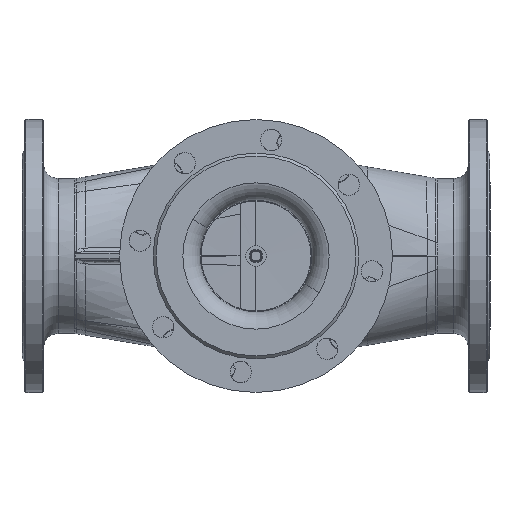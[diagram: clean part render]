
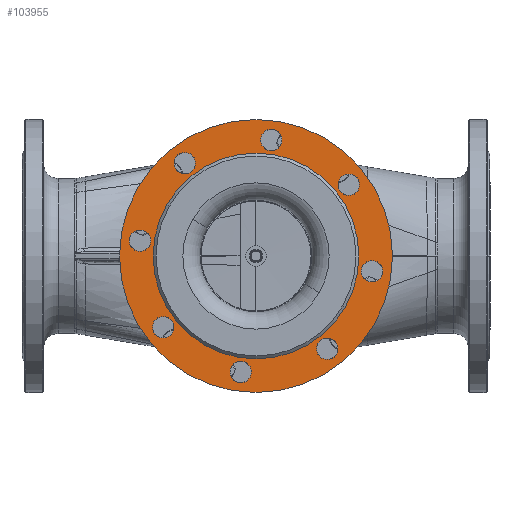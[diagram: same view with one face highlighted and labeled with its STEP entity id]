
A CAD part, front view. The second image highlights one B-rep face of the part: STEP entity #103955.
In plain terms, the highlighted planar face has unit normal (0, 1, 0).
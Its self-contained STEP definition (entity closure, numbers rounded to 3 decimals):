
#102269=CARTESIAN_POINT('',(3.977,-264.429,480.));
#102270=DIRECTION('',(0.,1.,0.));
#102271=DIRECTION('',(0.866,0.,-0.5));
#102272=AXIS2_PLACEMENT_3D('',#102269,#102270,#102271);
#102274=CARTESIAN_POINT('',(3.977,-264.429,480.));
#102275=DIRECTION('',(0.,1.,0.));
#102276=DIRECTION('',(-0.866,0.,0.5));
#102277=AXIS2_PLACEMENT_3D('',#102274,#102275,#102276);
#102279=CARTESIAN_POINT('',(3.977,-264.429,480.));
#102280=DIRECTION('',(0.,-1.,0.));
#102281=DIRECTION('',(-0.866,0.,0.5));
#102282=AXIS2_PLACEMENT_3D('',#102279,#102280,#102281);
#102284=CARTESIAN_POINT('',(3.977,-264.429,480.));
#102285=DIRECTION('',(0.,-1.,0.));
#102286=DIRECTION('',(0.866,0.,-0.5));
#102287=AXIS2_PLACEMENT_3D('',#102284,#102285,#102286);
#102289=CARTESIAN_POINT('',(-114.997,-264.429,
495.663));
#102290=DIRECTION('',(0.,-1.,0.));
#102291=DIRECTION('',(0.866,0.,-0.5));
#102292=AXIS2_PLACEMENT_3D('',#102289,#102290,#102291);
#102294=CARTESIAN_POINT('',(-114.997,-264.429,
495.663));
#102295=DIRECTION('',(0.,-1.,0.));
#102296=DIRECTION('',(-0.866,0.,0.5));
#102297=AXIS2_PLACEMENT_3D('',#102294,#102295,#102296);
#102299=CARTESIAN_POINT('',(-69.075,-264.429,
575.202));
#102300=DIRECTION('',(0.,-1.,0.));
#102301=DIRECTION('',(0.866,0.,-0.5));
#102302=AXIS2_PLACEMENT_3D('',#102299,#102300,#102301);
#102304=CARTESIAN_POINT('',(-69.075,-264.429,
575.202));
#102305=DIRECTION('',(0.,-1.,0.));
#102306=DIRECTION('',(-0.866,0.,0.5));
#102307=AXIS2_PLACEMENT_3D('',#102304,#102305,#102306);
#102309=CARTESIAN_POINT('',(19.64,-264.429,
598.973));
#102310=DIRECTION('',(0.,-1.,0.));
#102311=DIRECTION('',(0.866,0.,-0.5));
#102312=AXIS2_PLACEMENT_3D('',#102309,#102310,#102311);
#102314=CARTESIAN_POINT('',(19.64,-264.429,
598.973));
#102315=DIRECTION('',(0.,-1.,0.));
#102316=DIRECTION('',(-0.866,0.,0.5));
#102317=AXIS2_PLACEMENT_3D('',#102314,#102315,#102316);
#102319=CARTESIAN_POINT('',(99.179,-264.429,
553.051));
#102320=DIRECTION('',(0.,-1.,0.));
#102321=DIRECTION('',(0.866,0.,-0.5));
#102322=AXIS2_PLACEMENT_3D('',#102319,#102320,#102321);
#102324=CARTESIAN_POINT('',(99.179,-264.429,
553.051));
#102325=DIRECTION('',(0.,-1.,0.));
#102326=DIRECTION('',(-0.866,0.,0.5));
#102327=AXIS2_PLACEMENT_3D('',#102324,#102325,#102326);
#102329=CARTESIAN_POINT('',(122.95,-264.429,
464.337));
#102330=DIRECTION('',(0.,-1.,0.));
#102331=DIRECTION('',(0.866,0.,-0.5));
#102332=AXIS2_PLACEMENT_3D('',#102329,#102330,#102331);
#102334=CARTESIAN_POINT('',(122.95,-264.429,
464.337));
#102335=DIRECTION('',(0.,-1.,0.));
#102336=DIRECTION('',(-0.866,0.,0.5));
#102337=AXIS2_PLACEMENT_3D('',#102334,#102335,#102336);
#102339=CARTESIAN_POINT('',(77.028,-264.429,
384.798));
#102340=DIRECTION('',(0.,-1.,0.));
#102341=DIRECTION('',(0.866,0.,-0.5));
#102342=AXIS2_PLACEMENT_3D('',#102339,#102340,#102341);
#102344=CARTESIAN_POINT('',(77.028,-264.429,
384.798));
#102345=DIRECTION('',(0.,-1.,0.));
#102346=DIRECTION('',(-0.866,0.,0.5));
#102347=AXIS2_PLACEMENT_3D('',#102344,#102345,#102346);
#102349=CARTESIAN_POINT('',(-11.686,-264.429,
361.027));
#102350=DIRECTION('',(0.,-1.,0.));
#102351=DIRECTION('',(0.866,0.,-0.5));
#102352=AXIS2_PLACEMENT_3D('',#102349,#102350,#102351);
#102354=CARTESIAN_POINT('',(-11.686,-264.429,
361.027));
#102355=DIRECTION('',(0.,-1.,0.));
#102356=DIRECTION('',(-0.866,0.,0.5));
#102357=AXIS2_PLACEMENT_3D('',#102354,#102355,#102356);
#102359=CARTESIAN_POINT('',(-91.226,-264.429,
406.949));
#102360=DIRECTION('',(0.,-1.,0.));
#102361=DIRECTION('',(0.866,0.,-0.5));
#102362=AXIS2_PLACEMENT_3D('',#102359,#102360,#102361);
#102364=CARTESIAN_POINT('',(-91.226,-264.429,
406.949));
#102365=DIRECTION('',(0.,-1.,0.));
#102366=DIRECTION('',(-0.866,0.,0.5));
#102367=AXIS2_PLACEMENT_3D('',#102364,#102365,#102366);
#103070=CARTESIAN_POINT('',(-81.699,-264.429,
401.449));
#103072=VERTEX_POINT('',#103070);
#103078=CARTESIAN_POINT('',(125.22,-264.429,410.));
#103079=CARTESIAN_POINT('',(-117.267,-264.429,550.));
#103080=VERTEX_POINT('',#103078);
#103081=VERTEX_POINT('',#103079);
#103116=CARTESIAN_POINT('',(-100.752,-264.429,
412.449));
#103118=VERTEX_POINT('',#103116);
#103136=CARTESIAN_POINT('',(-59.548,-264.429,
569.702));
#103138=VERTEX_POINT('',#103136);
#103140=CARTESIAN_POINT('',(108.705,-264.429,
547.551));
#103141=VERTEX_POINT('',#103140);
#103148=CARTESIAN_POINT('',(86.554,-264.429,
379.298));
#103149=VERTEX_POINT('',#103148);
#103150=CARTESIAN_POINT('',(10.114,-264.429,
604.473));
#103151=VERTEX_POINT('',#103150);
#103152=CARTESIAN_POINT('',(-21.213,-264.429,
366.527));
#103153=CARTESIAN_POINT('',(-2.16,-264.429,
355.527));
#103154=VERTEX_POINT('',#103152);
#103155=VERTEX_POINT('',#103153);
#103164=CARTESIAN_POINT('',(-105.47,-264.429,
490.163));
#103165=CARTESIAN_POINT('',(-124.523,-264.429,
501.163));
#103166=VERTEX_POINT('',#103164);
#103167=VERTEX_POINT('',#103165);
#103192=CARTESIAN_POINT('',(-78.601,-264.429,
580.702));
#103194=VERTEX_POINT('',#103192);
#103196=CARTESIAN_POINT('',(95.342,-264.429,427.25));
#103197=CARTESIAN_POINT('',(-87.389,-264.429,532.75));
#103198=VERTEX_POINT('',#103196);
#103199=VERTEX_POINT('',#103197);
#103202=CARTESIAN_POINT('',(67.502,-264.429,
390.298));
#103203=VERTEX_POINT('',#103202);
#103208=CARTESIAN_POINT('',(113.424,-264.429,
469.837));
#103210=VERTEX_POINT('',#103208);
#103216=CARTESIAN_POINT('',(29.166,-264.429,
593.473));
#103217=VERTEX_POINT('',#103216);
#103226=CARTESIAN_POINT('',(132.476,-264.429,
458.837));
#103228=VERTEX_POINT('',#103226);
#103234=CARTESIAN_POINT('',(89.653,-264.429,
558.551));
#103235=VERTEX_POINT('',#103234);
#103900=CARTESIAN_POINT('',(3.977,-264.429,480.));
#103901=DIRECTION('',(0.,1.,0.));
#103902=DIRECTION('',(-0.866,0.,0.5));
#103903=AXIS2_PLACEMENT_3D('',#103900,#103901,#103902);
#103904=PLANE('',#103903);
#103906=ORIENTED_EDGE('',*,*,#103905,.F.);
#103907=ORIENTED_EDGE('',*,*,#103555,.F.);
#103908=EDGE_LOOP('',(#103906,#103907));
#103909=FACE_OUTER_BOUND('',#103908,.F.);
#103910=ORIENTED_EDGE('',*,*,#103447,.F.);
#103912=ORIENTED_EDGE('',*,*,#103911,.F.);
#103913=EDGE_LOOP('',(#103910,#103912));
#103914=FACE_BOUND('',#103913,.F.);
#103915=ORIENTED_EDGE('',*,*,#103600,.F.);
#103916=ORIENTED_EDGE('',*,*,#103850,.F.);
#103917=EDGE_LOOP('',(#103915,#103916));
#103918=FACE_BOUND('',#103917,.F.);
#103919=ORIENTED_EDGE('',*,*,#103616,.F.);
#103921=ORIENTED_EDGE('',*,*,#103920,.F.);
#103922=EDGE_LOOP('',(#103919,#103921));
#103923=FACE_BOUND('',#103922,.F.);
#103925=ORIENTED_EDGE('',*,*,#103924,.F.);
#103927=ORIENTED_EDGE('',*,*,#103926,.F.);
#103928=EDGE_LOOP('',(#103925,#103927));
#103929=FACE_BOUND('',#103928,.F.);
#103931=ORIENTED_EDGE('',*,*,#103930,.F.);
#103933=ORIENTED_EDGE('',*,*,#103932,.F.);
#103934=EDGE_LOOP('',(#103931,#103933));
#103935=FACE_BOUND('',#103934,.F.);
#103936=ORIENTED_EDGE('',*,*,#103307,.F.);
#103937=ORIENTED_EDGE('',*,*,#103719,.F.);
#103938=EDGE_LOOP('',(#103936,#103937));
#103939=FACE_BOUND('',#103938,.F.);
#103941=ORIENTED_EDGE('',*,*,#103940,.F.);
#103942=ORIENTED_EDGE('',*,*,#103643,.F.);
#103943=EDGE_LOOP('',(#103941,#103942));
#103944=FACE_BOUND('',#103943,.F.);
#103945=ORIENTED_EDGE('',*,*,#103659,.F.);
#103947=ORIENTED_EDGE('',*,*,#103946,.F.);
#103948=EDGE_LOOP('',(#103945,#103947));
#103949=FACE_BOUND('',#103948,.F.);
#103950=ORIENTED_EDGE('',*,*,#103893,.F.);
#103952=ORIENTED_EDGE('',*,*,#103951,.F.);
#103953=EDGE_LOOP('',(#103950,#103952));
#103954=FACE_BOUND('',#103953,.F.);
#103955=ADVANCED_FACE('',(#103909,#103914,#103918,#103923,#103929,#103935,
#103939,#103944,#103949,#103954),#103904,.T.);
#102273=CIRCLE('',#102272,140.);
#102278=CIRCLE('',#102277,140.);
#102283=CIRCLE('',#102282,105.5);
#102288=CIRCLE('',#102287,105.5);
#102293=CIRCLE('',#102292,11.);
#102298=CIRCLE('',#102297,11.);
#102303=CIRCLE('',#102302,11.);
#102308=CIRCLE('',#102307,11.);
#102313=CIRCLE('',#102312,11.);
#102318=CIRCLE('',#102317,11.);
#102323=CIRCLE('',#102322,11.);
#102328=CIRCLE('',#102327,11.);
#102333=CIRCLE('',#102332,11.);
#102338=CIRCLE('',#102337,11.);
#102343=CIRCLE('',#102342,11.);
#102348=CIRCLE('',#102347,11.);
#102353=CIRCLE('',#102352,11.);
#102358=CIRCLE('',#102357,11.);
#102363=CIRCLE('',#102362,11.);
#102368=CIRCLE('',#102367,11.);
#103307=EDGE_CURVE('',#103228,#103210,#102333,.T.);
#103447=EDGE_CURVE('',#103199,#103198,#102283,.T.);
#103555=EDGE_CURVE('',#103081,#103080,#102278,.T.);
#103600=EDGE_CURVE('',#103166,#103167,#102293,.T.);
#103616=EDGE_CURVE('',#103138,#103194,#102303,.T.);
#103643=EDGE_CURVE('',#103203,#103149,#102348,.T.);
#103659=EDGE_CURVE('',#103155,#103154,#102353,.T.);
#103719=EDGE_CURVE('',#103210,#103228,#102338,.T.);
#103850=EDGE_CURVE('',#103167,#103166,#102298,.T.);
#103893=EDGE_CURVE('',#103072,#103118,#102363,.T.);
#103905=EDGE_CURVE('',#103080,#103081,#102273,.T.);
#103911=EDGE_CURVE('',#103198,#103199,#102288,.T.);
#103920=EDGE_CURVE('',#103194,#103138,#102308,.T.);
#103924=EDGE_CURVE('',#103217,#103151,#102313,.T.);
#103926=EDGE_CURVE('',#103151,#103217,#102318,.T.);
#103930=EDGE_CURVE('',#103141,#103235,#102323,.T.);
#103932=EDGE_CURVE('',#103235,#103141,#102328,.T.);
#103940=EDGE_CURVE('',#103149,#103203,#102343,.T.);
#103946=EDGE_CURVE('',#103154,#103155,#102358,.T.);
#103951=EDGE_CURVE('',#103118,#103072,#102368,.T.);
